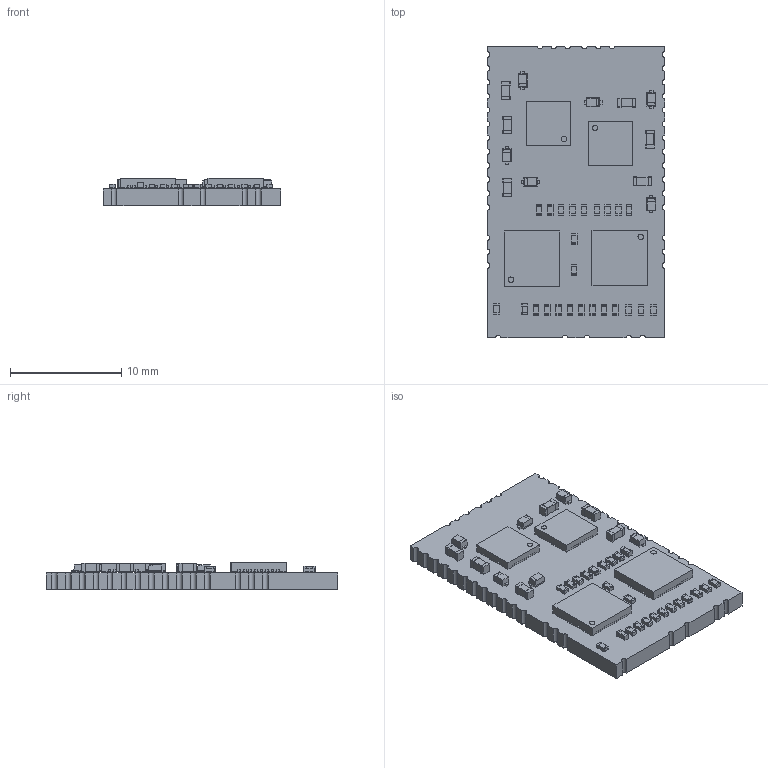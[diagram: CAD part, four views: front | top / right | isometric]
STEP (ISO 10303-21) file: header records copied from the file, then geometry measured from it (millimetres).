
FILE_DESCRIPTION(('KiCad electronic assembly'),'2;1');
FILE_NAME('ESC Module.step','2025-09-22T13:25:15',('Pcbnew'),('Kicad'), 'Open CASCADE STEP processor 7.9','KiCad to STEP converter','Unknown' );
FILE_SCHEMA(('AUTOMOTIVE_DESIGN { 1 0 10303 214 1 1 1 1 }'));
Length unit declared in the file: millimetre
Products named in the file (8): ESC Module 1; C_0603_1608Metric; D_SOD-523; R_0402_1005Metric; C_0402_1005Metric; QFN-32-1EP_5x5mm_P0.5mm_EP3.3x3.3mm; QFN-24-1EP_4x4mm_P0.5mm_EP2.6x2.6mm; ESC Module_PCB
Assembly tree (41 placements, depth 2):
  ESC Module 1
    C_0603_1608Metric  x6
    D_SOD-523  x6
    R_0402_1005Metric  x22
    C_0402_1005Metric  x2
    QFN-32-1EP_5x5mm_P0.5mm_EP3.3x3.3mm  x2
    QFN-24-1EP_4x4mm_P0.5mm_EP2.6x2.6mm  x2
    ESC Module_PCB
Bounding box: 16 x 26.25 x 2.47 mm (x, y, z)
Volume: 708.2 mm3; surface area: 1317.5 mm2
Topology: 41 solids, 41 shells, 1780 faces, 4844 edges, 3176 vertices
Faces by surface type: plane 1285, cylinder 435, bspline 60
Full cylindrical faces by diameter (mm): 0.5 x4
Entity records: 22052 total; most frequent: CARTESIAN_POINT 3359, ORIENTED_EDGE 3232, DIRECTION 3076, EDGE_CURVE 1616, LINE 1330, VECTOR 1330, VERTEX_POINT 1072, AXIS2_PLACEMENT_3D 873
